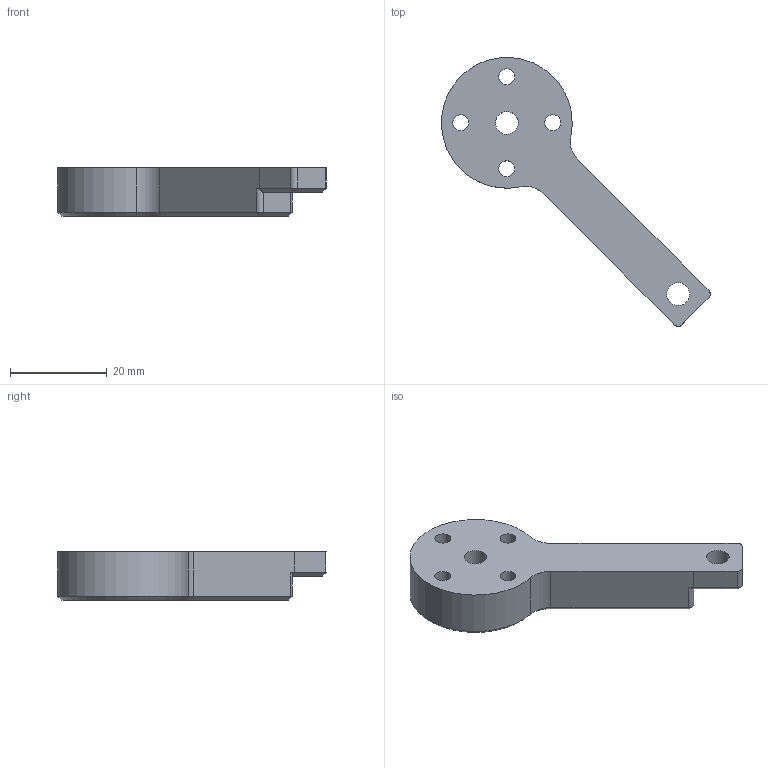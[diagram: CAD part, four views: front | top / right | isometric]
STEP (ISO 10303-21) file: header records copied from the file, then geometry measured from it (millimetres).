
FILE_DESCRIPTION(('FreeCAD Model'),'2;1');
FILE_NAME('Open CASCADE Shape Model','2025-10-04T15:49:02',(''),(''), 'Open CASCADE STEP processor 7.9','FreeCAD','Unknown');
FILE_SCHEMA(('AUTOMOTIVE_DESIGN { 1 0 10303 214 1 1 1 1 }'));
Length unit declared in the file: millimetre
Products named in the file (1): Arm
Bounding box: 55.47 x 55.47 x 10 mm (x, y, z)
Volume: 8450.7 mm3; surface area: 4119.1 mm2
Topology: 1 solids, 1 shells, 45 faces, 105 edges, 66 vertices
Faces by surface type: plane 21, cylinder 17, cone 7
Full cylindrical faces by diameter (mm): 3.3 x4, 4.7 x2, 5.6 x4
Entity records: 2766 total; most frequent: CARTESIAN_POINT 563, DIRECTION 427, LINE 234, VECTOR 234, ORIENTED_EDGE 210, PCURVE 210, DEFINITIONAL_REPRESENTATION 210, EDGE_CURVE 105
